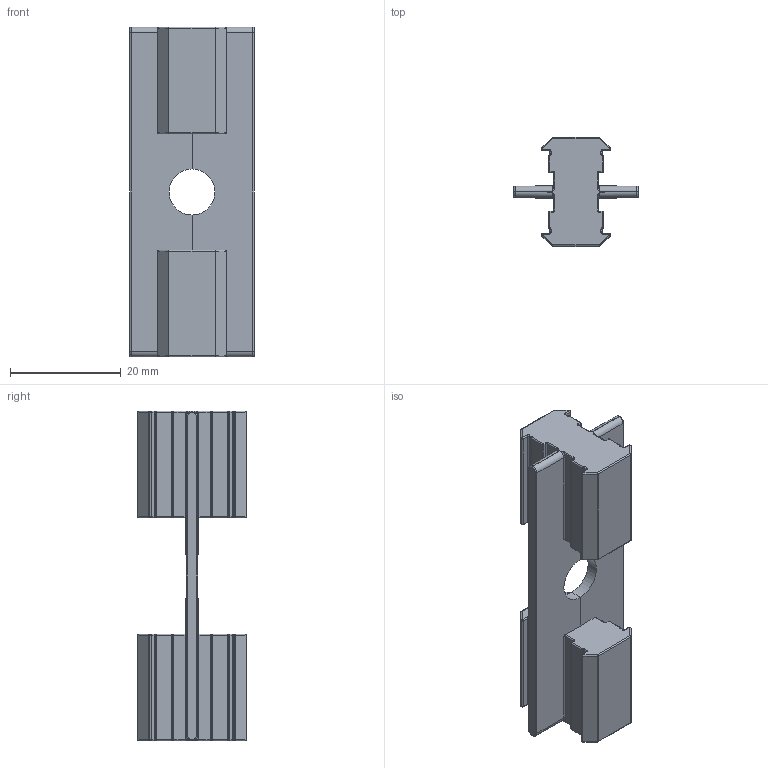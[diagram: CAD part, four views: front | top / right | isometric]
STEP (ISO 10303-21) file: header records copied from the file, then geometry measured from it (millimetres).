
FILE_DESCRIPTION (( 'STEP AP214' ), '1' );
FILE_NAME ('093sm0810.STEP', '2014-08-22T06:51:19', ( '' ), ( '' ), 'SwSTEP 2.0', 'SolidWorks 2014', '' );
FILE_SCHEMA (( 'AUTOMOTIVE_DESIGN' ));
Length unit declared in the file: millimetre
Products named in the file (1): 093sm0810
Bounding box: 22.4 x 19.6 x 59.5 mm (x, y, z)
Volume: 6758.8 mm3; surface area: 6673.9 mm2
Topology: 1 solids, 1 shells, 476 faces, 1090 edges, 552 vertices
Faces by surface type: cylinder 226, sphere 88, plane 82, torus 56, bspline 24
Entity records: 13132 total; most frequent: CARTESIAN_POINT 2827, DIRECTION 2360, ORIENTED_EDGE 2052, EDGE_CURVE 1026, AXIS2_PLACEMENT_3D 949, VERTEX_POINT 552, CIRCLE 496, EDGE_LOOP 478
